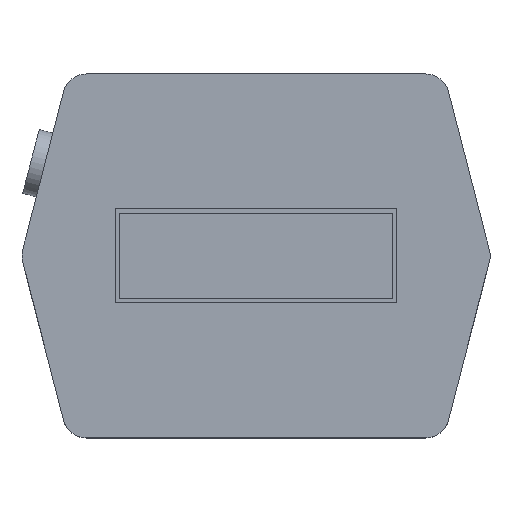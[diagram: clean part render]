
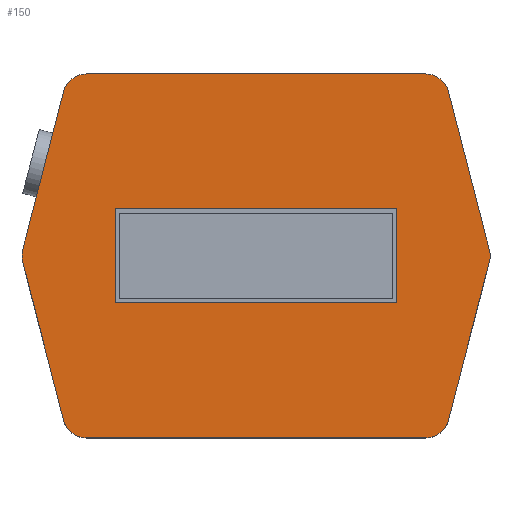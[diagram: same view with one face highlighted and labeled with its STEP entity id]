
A CAD part, top view. The second image highlights one B-rep face of the part: STEP entity #150.
In plain terms, the highlighted planar face has unit normal (0, 0, 1).
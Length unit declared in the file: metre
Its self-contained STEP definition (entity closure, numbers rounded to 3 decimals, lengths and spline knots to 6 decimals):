
#150 = ADVANCED_FACE( '', ( #204, #205 ), #206, .T. );
#204 = FACE_OUTER_BOUND( '', #288, .T. );
#205 = FACE_BOUND( '', #289, .T. );
#206 = PLANE( '', #290 );
#288 = EDGE_LOOP( '', ( #431, #432, #433, #434, #435, #436, #437, #438, #439, #440, #441, #442 ) );
#289 = EDGE_LOOP( '', ( #443, #444, #445, #446 ) );
#290 = AXIS2_PLACEMENT_3D( '', #447, #448, #449 );
#431 = ORIENTED_EDGE( '', *, *, #664, .F. );
#432 = ORIENTED_EDGE( '', *, *, #639, .T. );
#433 = ORIENTED_EDGE( '', *, *, #674, .T. );
#434 = ORIENTED_EDGE( '', *, *, #643, .T. );
#435 = ORIENTED_EDGE( '', *, *, #665, .F. );
#436 = ORIENTED_EDGE( '', *, *, #647, .T. );
#437 = ORIENTED_EDGE( '', *, *, #667, .F. );
#438 = ORIENTED_EDGE( '', *, *, #659, .T. );
#439 = ORIENTED_EDGE( '', *, *, #671, .T. );
#440 = ORIENTED_EDGE( '', *, *, #655, .T. );
#441 = ORIENTED_EDGE( '', *, *, #669, .F. );
#442 = ORIENTED_EDGE( '', *, *, #651, .T. );
#443 = ORIENTED_EDGE( '', *, *, #676, .F. );
#444 = ORIENTED_EDGE( '', *, *, #677, .T. );
#445 = ORIENTED_EDGE( '', *, *, #678, .T. );
#446 = ORIENTED_EDGE( '', *, *, #679, .F. );
#447 = CARTESIAN_POINT( '', ( 0., 0., 0.025 ) );
#448 = DIRECTION( '', ( 0., 0., 1. ) );
#449 = DIRECTION( '', ( 1., 0., 0. ) );
#639 = EDGE_CURVE( '', #727, #728, #729, .T. );
#643 = EDGE_CURVE( '', #735, #736, #737, .T. );
#647 = EDGE_CURVE( '', #743, #744, #745, .T. );
#651 = EDGE_CURVE( '', #751, #752, #753, .T. );
#655 = EDGE_CURVE( '', #759, #760, #761, .T. );
#659 = EDGE_CURVE( '', #767, #768, #769, .T. );
#664 = EDGE_CURVE( '', #727, #752, #776, .T. );
#665 = EDGE_CURVE( '', #743, #736, #777, .T. );
#667 = EDGE_CURVE( '', #767, #744, #779, .T. );
#669 = EDGE_CURVE( '', #751, #760, #781, .T. );
#671 = EDGE_CURVE( '', #768, #759, #783, .T. );
#674 = EDGE_CURVE( '', #728, #735, #787, .T. );
#676 = EDGE_CURVE( '', #789, #790, #791, .T. );
#677 = EDGE_CURVE( '', #789, #792, #793, .T. );
#678 = EDGE_CURVE( '', #792, #794, #795, .T. );
#679 = EDGE_CURVE( '', #790, #794, #796, .T. );
#727 = VERTEX_POINT( '', #875 );
#728 = VERTEX_POINT( '', #876 );
#729 = CIRCLE( '', #877, 0.005 );
#735 = VERTEX_POINT( '', #885 );
#736 = VERTEX_POINT( '', #886 );
#737 = CIRCLE( '', #887, 0.005 );
#743 = VERTEX_POINT( '', #895 );
#744 = VERTEX_POINT( '', #896 );
#745 = CIRCLE( '', #897, 0.005 );
#751 = VERTEX_POINT( '', #905 );
#752 = VERTEX_POINT( '', #906 );
#753 = CIRCLE( '', #907, 0.005 );
#759 = VERTEX_POINT( '', #915 );
#760 = VERTEX_POINT( '', #916 );
#761 = CIRCLE( '', #917, 0.005 );
#767 = VERTEX_POINT( '', #925 );
#768 = VERTEX_POINT( '', #926 );
#769 = CIRCLE( '', #927, 0.005 );
#776 = LINE( '', #937, #938 );
#777 = LINE( '', #939, #940 );
#779 = LINE( '', #943, #944 );
#781 = LINE( '', #947, #948 );
#783 = LINE( '', #951, #952 );
#787 = LINE( '', #957, #958 );
#789 = VERTEX_POINT( '', #961 );
#790 = VERTEX_POINT( '', #962 );
#791 = LINE( '', #963, #964 );
#792 = VERTEX_POINT( '', #965 );
#793 = LINE( '', #966, #967 );
#794 = VERTEX_POINT( '', #968 );
#795 = LINE( '', #969, #970 );
#796 = LINE( '', #971, #972 );
#875 = CARTESIAN_POINT( '', ( -0.036127, 0.03873, 0.025 ) );
#876 = CARTESIAN_POINT( '', ( -0.040968, 0.03498, 0.025 ) );
#877 = AXIS2_PLACEMENT_3D( '', #1091, #1092, #1093 );
#885 = CARTESIAN_POINT( '', ( -0.049677, 0.00125, 0.025 ) );
#886 = CARTESIAN_POINT( '', ( -0.049677, -0.00125, 0.025 ) );
#887 = AXIS2_PLACEMENT_3D( '', #1099, #1100, #1101 );
#895 = CARTESIAN_POINT( '', ( -0.040968, -0.03498, 0.025 ) );
#896 = CARTESIAN_POINT( '', ( -0.036127, -0.03873, 0.025 ) );
#897 = AXIS2_PLACEMENT_3D( '', #1107, #1108, #1109 );
#905 = CARTESIAN_POINT( '', ( 0.040968, 0.03498, 0.025 ) );
#906 = CARTESIAN_POINT( '', ( 0.036127, 0.03873, 0.025 ) );
#907 = AXIS2_PLACEMENT_3D( '', #1115, #1116, #1117 );
#915 = CARTESIAN_POINT( '', ( 0.049677, -0.00125, 0.025 ) );
#916 = CARTESIAN_POINT( '', ( 0.049677, 0.00125, 0.025 ) );
#917 = AXIS2_PLACEMENT_3D( '', #1123, #1124, #1125 );
#925 = CARTESIAN_POINT( '', ( 0.036127, -0.03873, 0.025 ) );
#926 = CARTESIAN_POINT( '', ( 0.040968, -0.03498, 0.025 ) );
#927 = AXIS2_PLACEMENT_3D( '', #1131, #1132, #1133 );
#937 = CARTESIAN_POINT( '', ( 0.02, 0.03873, 0.025 ) );
#938 = VECTOR( '', #1140, 1. );
#939 = CARTESIAN_POINT( '', ( -0.045, -0.019365, 0.025 ) );
#940 = VECTOR( '', #1141, 1. );
#943 = CARTESIAN_POINT( '', ( -0.02, -0.03873, 0.025 ) );
#944 = VECTOR( '', #1143, 1. );
#947 = CARTESIAN_POINT( '', ( 0.045, 0.019365, 0.025 ) );
#948 = VECTOR( '', #1145, 1. );
#951 = CARTESIAN_POINT( '', ( 0.045, -0.019365, 0.025 ) );
#952 = VECTOR( '', #1147, 1. );
#957 = CARTESIAN_POINT( '', ( -0.045, 0.019365, 0.025 ) );
#958 = VECTOR( '', #1152, 1. );
#961 = CARTESIAN_POINT( '', ( -0.03, 0.01, 0.025 ) );
#962 = CARTESIAN_POINT( '', ( -0.03, -0.01, 0.025 ) );
#963 = CARTESIAN_POINT( '', ( -0.03, 0., 0.025 ) );
#964 = VECTOR( '', #1154, 1. );
#965 = CARTESIAN_POINT( '', ( 0.03, 0.01, 0.025 ) );
#966 = CARTESIAN_POINT( '', ( 0., 0.01, 0.025 ) );
#967 = VECTOR( '', #1155, 1. );
#968 = CARTESIAN_POINT( '', ( 0.03, -0.01, 0.025 ) );
#969 = CARTESIAN_POINT( '', ( 0.03, 0., 0.025 ) );
#970 = VECTOR( '', #1156, 1. );
#971 = CARTESIAN_POINT( '', ( 0., -0.01, 0.025 ) );
#972 = VECTOR( '', #1157, 1. );
#1091 = CARTESIAN_POINT( '', ( -0.036127, 0.03373, 0.025 ) );
#1092 = DIRECTION( '', ( 0., 0., 1. ) );
#1093 = DIRECTION( '', ( 1., 0., 0. ) );
#1099 = CARTESIAN_POINT( '', ( -0.044836, 0., 0.025 ) );
#1100 = DIRECTION( '', ( 0., 0., 1. ) );
#1101 = DIRECTION( '', ( 1., 0., 0. ) );
#1107 = CARTESIAN_POINT( '', ( -0.036127, -0.03373, 0.025 ) );
#1108 = DIRECTION( '', ( 0., 0., 1. ) );
#1109 = DIRECTION( '', ( 1., 0., 0. ) );
#1115 = CARTESIAN_POINT( '', ( 0.036127, 0.03373, 0.025 ) );
#1116 = DIRECTION( '', ( 0., 0., 1. ) );
#1117 = DIRECTION( '', ( 1., 0., 0. ) );
#1123 = CARTESIAN_POINT( '', ( 0.044836, 0., 0.025 ) );
#1124 = DIRECTION( '', ( 0., 0., 1. ) );
#1125 = DIRECTION( '', ( 1., 0., 0. ) );
#1131 = CARTESIAN_POINT( '', ( 0.036127, -0.03373, 0.025 ) );
#1132 = DIRECTION( '', ( 0., 0., 1. ) );
#1133 = DIRECTION( '', ( 1., 0., 0. ) );
#1140 = DIRECTION( '', ( 1., 0., 0. ) );
#1141 = DIRECTION( '', ( -0.25, 0.968, 0. ) );
#1143 = DIRECTION( '', ( -1., 0., 0. ) );
#1145 = DIRECTION( '', ( 0.25, -0.968, 0. ) );
#1147 = DIRECTION( '', ( 0.25, 0.968, 0. ) );
#1152 = DIRECTION( '', ( -0.25, -0.968, 0. ) );
#1154 = DIRECTION( '', ( 0., -1., 0. ) );
#1155 = DIRECTION( '', ( 1., 0., 0. ) );
#1156 = DIRECTION( '', ( 0., -1., 0. ) );
#1157 = DIRECTION( '', ( 1., 0., 0. ) );
